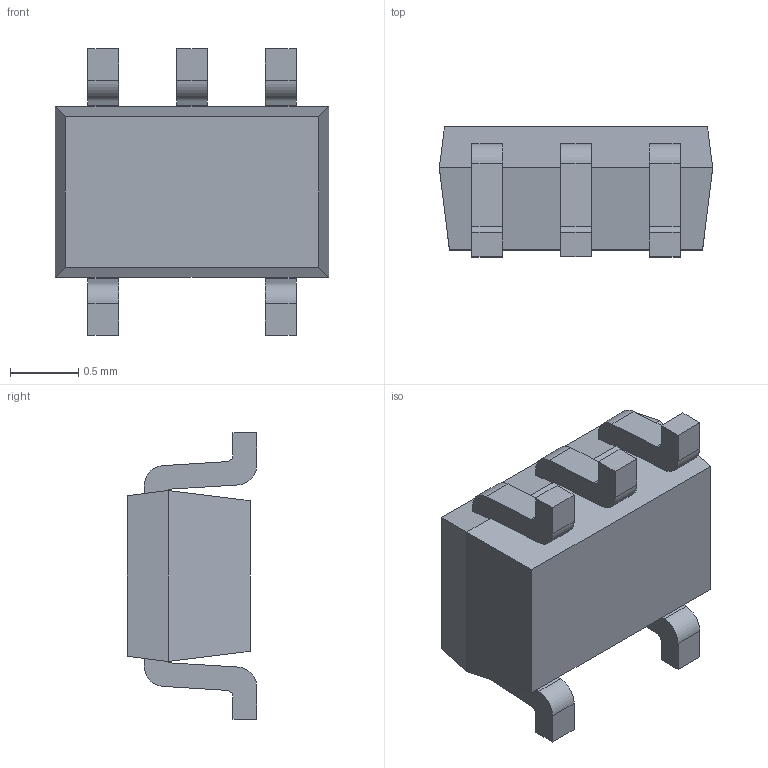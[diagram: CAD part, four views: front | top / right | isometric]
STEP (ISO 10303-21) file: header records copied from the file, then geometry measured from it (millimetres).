
FILE_DESCRIPTION (( 'STEP AP214' ), '1' );
FILE_NAME ('sc705_model.STEP', '2016-07-14T11:21:52', ( 'NgocHoang' ), ( '' ), 'SwSTEP 2.0', 'SolidWorks 2010', '' );
FILE_SCHEMA (( 'AUTOMOTIVE_DESIGN' ));
Length unit declared in the file: millimetre
Products named in the file (3): sc705_model; SC705_0M65_2MX1M25X0M9; sc705_pin
Assembly tree (6 placements, depth 2):
  sc705_model
    sc705_pin  x5
    SC705_0M65_2MX1M25X0M9
Bounding box: 2 x 0.95 x 2.1 mm (x, y, z)
Volume: 2.3 mm3; surface area: 16 mm2
Topology: 6 solids, 6 shells, 113 faces, 284 edges, 184 vertices
Faces by surface type: plane 91, cylinder 22
Entity records: 1956 total; most frequent: CARTESIAN_POINT 294, DIRECTION 284, ORIENTED_EDGE 280, EDGE_CURVE 140, LINE 128, VECTOR 128, VERTEX_POINT 88, AXIS2_PLACEMENT_3D 78
